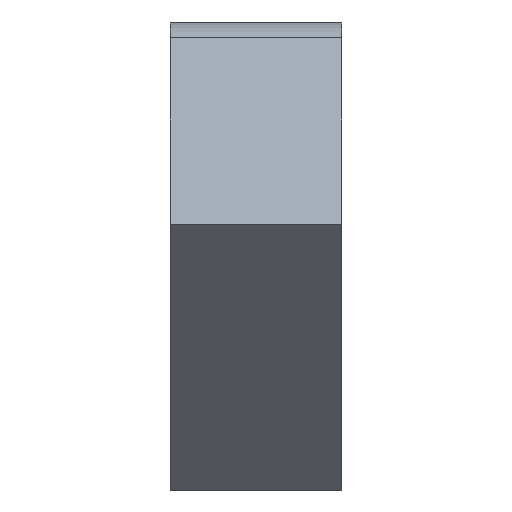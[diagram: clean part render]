
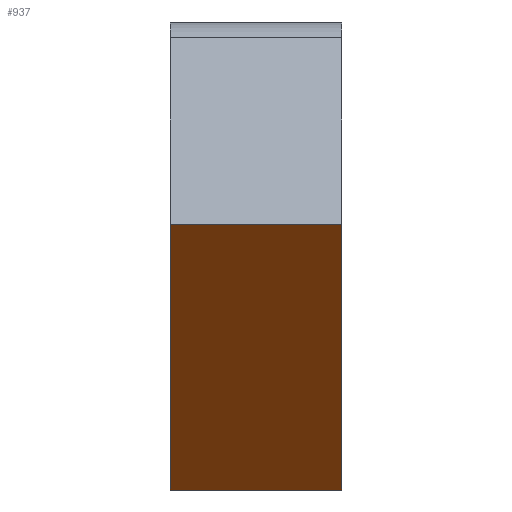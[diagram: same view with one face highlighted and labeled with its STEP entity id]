
A CAD part, front view. The second image highlights one B-rep face of the part: STEP entity #937.
In plain terms, the highlighted planar face has unit normal (0, -0.707, -0.707).
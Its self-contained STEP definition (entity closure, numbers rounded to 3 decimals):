
#71=PLANE('',#1055);
#115=FACE_OUTER_BOUND('',#160,.T.);
#160=EDGE_LOOP('',(#795,#796,#797,#798));
#231=LINE('',#1395,#304);
#234=LINE('',#1405,#307);
#273=LINE('',#1573,#346);
#274=LINE('',#1575,#347);
#304=VECTOR('',#1112,10.);
#307=VECTOR('',#1123,10.);
#346=VECTOR('',#1314,10.);
#347=VECTOR('',#1317,10.);
#431=VERTEX_POINT('',#1392);
#432=VERTEX_POINT('',#1394);
#435=VERTEX_POINT('',#1404);
#488=VERTEX_POINT('',#1571);
#521=EDGE_CURVE('',#431,#432,#231,.T.);
#526=EDGE_CURVE('',#432,#435,#234,.T.);
#611=EDGE_CURVE('',#431,#488,#273,.T.);
#612=EDGE_CURVE('',#435,#488,#274,.T.);
#795=ORIENTED_EDGE('',*,*,#611,.T.);
#796=ORIENTED_EDGE('',*,*,#612,.F.);
#797=ORIENTED_EDGE('',*,*,#526,.F.);
#798=ORIENTED_EDGE('',*,*,#521,.F.);
#937=ADVANCED_FACE('',(#115),#71,.T.);
#1055=AXIS2_PLACEMENT_3D('',#1574,#1315,#1316);
#1112=DIRECTION('',(0.,-0.707,0.707));
#1123=DIRECTION('',(1.,0.,0.));
#1314=DIRECTION('',(1.,0.,0.));
#1315=DIRECTION('center_axis',(0.,-0.707,-0.707));
#1316=DIRECTION('ref_axis',(0.,0.707,-0.707));
#1317=DIRECTION('',(0.,0.707,-0.707));
#1392=CARTESIAN_POINT('',(-16.,-0.707,-50.205));
#1394=CARTESIAN_POINT('',(-16.,-50.205,-0.707));
#1395=CARTESIAN_POINT('',(-16.,-50.205,-0.707));
#1404=CARTESIAN_POINT('',(16.,-50.205,-0.707));
#1405=CARTESIAN_POINT('',(0.,-50.205,-0.707));
#1571=CARTESIAN_POINT('',(16.,-0.707,-50.205));
#1573=CARTESIAN_POINT('',(0.,-0.707,-50.205));
#1574=CARTESIAN_POINT('Origin',(0.,-50.205,-0.707));
#1575=CARTESIAN_POINT('',(16.,-50.205,-0.707));
